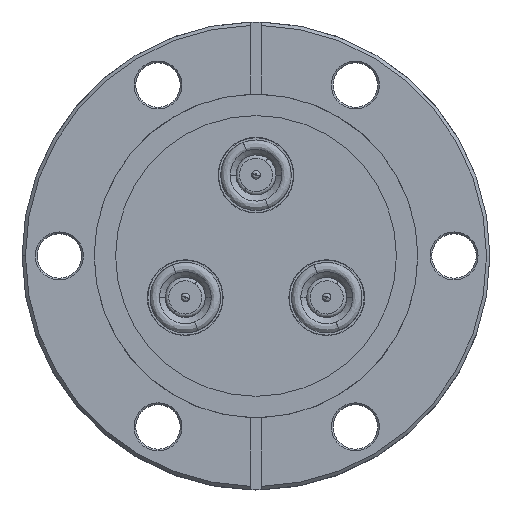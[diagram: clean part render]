
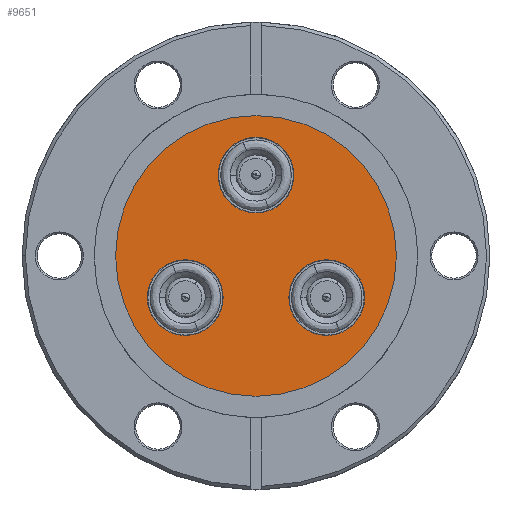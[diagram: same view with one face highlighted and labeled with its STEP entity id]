
A CAD part, top view. The second image highlights one B-rep face of the part: STEP entity #9651.
In plain terms, the highlighted planar face has unit normal (0, 0, 1).
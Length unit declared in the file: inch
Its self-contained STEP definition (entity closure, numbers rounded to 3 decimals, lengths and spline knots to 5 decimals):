
#306 = CARTESIAN_POINT ( 'NONE',  ( 0., 0., 0.454 ) ) ;
#307 = DIRECTION ( 'NONE',  ( 0., 0., 1. ) ) ;
#308 = DIRECTION ( 'NONE',  ( 1., 0., 0. ) ) ;
#1135 = CIRCLE ( 'NONE', #6839, 0.2225 ) ;
#1254 = FACE_BOUND ( 'NONE', #7084, .T. ) ;
#1256 = FACE_OUTER_BOUND ( 'NONE', #7081, .T. ) ;
#1259 = FACE_BOUND ( 'NONE', #7089, .T. ) ;
#1260 = FACE_BOUND ( 'NONE', #7085, .T. ) ;
#1567 = CARTESIAN_POINT ( 'NONE',  ( 0., 0.475, 0.454 ) ) ;
#1568 = DIRECTION ( 'NONE',  ( 0., 0., 1. ) ) ;
#1569 = DIRECTION ( 'NONE',  ( 0., -1., 0. ) ) ;
#1936 = CIRCLE ( 'NONE', #7949, 0.2225 ) ;
#1982 = CIRCLE ( 'NONE', #7933, 0.2225 ) ;
#1989 = CIRCLE ( 'NONE', #7926, 0.2225 ) ;
#1993 = CIRCLE ( 'NONE', #7925, 0.2225 ) ;
#2007 = CIRCLE ( 'NONE', #7921, 0.825 ) ;
#2155 = CIRCLE ( 'NONE', #9116, 0.2225 ) ;
#2674 = CARTESIAN_POINT ( 'NONE',  ( -0.41569, -0.0225, 0.454 ) ) ;
#3623 = CIRCLE ( 'NONE', #8253, 0.825 ) ;
#3991 = EDGE_CURVE ( 'NONE', #5962, #5965, #3623, .T. ) ;
#4106 = CARTESIAN_POINT ( 'NONE',  ( 0., 0.6975, 0.454 ) ) ;
#4107 = CARTESIAN_POINT ( 'NONE',  ( 0., 0.2525, 0.454 ) ) ;
#4820 = DIRECTION ( 'NONE',  ( 0., 0., 1. ) ) ;
#4825 = CARTESIAN_POINT ( 'NONE',  ( 0., 0., 0.454 ) ) ;
#4829 = PLANE ( 'NONE',  #6800 ) ;
#4831 = DIRECTION ( 'NONE',  ( 1., 0., 0. ) ) ;
#5489 = CARTESIAN_POINT ( 'NONE',  ( 0.41569, -0.245, 0.454 ) ) ;
#5490 = DIRECTION ( 'NONE',  ( 0., 0., 1. ) ) ;
#5491 = DIRECTION ( 'NONE',  ( 0., -1., 0. ) ) ;
#5644 = CARTESIAN_POINT ( 'NONE',  ( 0.41569, -0.0225, 0.454 ) ) ;
#5645 = CARTESIAN_POINT ( 'NONE',  ( 0.41569, -0.4675, 0.454 ) ) ;
#5697 = VERTEX_POINT ( 'NONE', #2674 ) ;
#5704 = VERTEX_POINT ( 'NONE', #8263 ) ;
#5962 = VERTEX_POINT ( 'NONE', #7482 ) ;
#5965 = VERTEX_POINT ( 'NONE', #7485 ) ;
#6094 = CARTESIAN_POINT ( 'NONE',  ( -0.41569, -0.245, 0.454 ) ) ;
#6095 = DIRECTION ( 'NONE',  ( 0., 0., 1. ) ) ;
#6096 = DIRECTION ( 'NONE',  ( 0., -1., 0. ) ) ;
#6255 = CARTESIAN_POINT ( 'NONE',  ( 0.41569, -0.245, 0.454 ) ) ;
#6256 = DIRECTION ( 'NONE',  ( 0., 0., 1. ) ) ;
#6257 = DIRECTION ( 'NONE',  ( 0., -1., 0. ) ) ;
#6281 = CARTESIAN_POINT ( 'NONE',  ( -0.41569, -0.245, 0.454 ) ) ;
#6282 = DIRECTION ( 'NONE',  ( 0., 0., 1. ) ) ;
#6283 = DIRECTION ( 'NONE',  ( 0., -1., 0. ) ) ;
#6285 = CARTESIAN_POINT ( 'NONE',  ( 0., 0.475, 0.454 ) ) ;
#6286 = DIRECTION ( 'NONE',  ( 0., 0., 1. ) ) ;
#6287 = DIRECTION ( 'NONE',  ( 0., -1., 0. ) ) ;
#6566 = DIRECTION ( 'NONE',  ( 1., 0., 0. ) ) ;
#6573 = DIRECTION ( 'NONE',  ( 0., 0., 1. ) ) ;
#6581 = CARTESIAN_POINT ( 'NONE',  ( 0., 0., 0.454 ) ) ;
#6800 = AXIS2_PLACEMENT_3D ( 'NONE', #4825, #4820, #4831 ) ;
#6839 = AXIS2_PLACEMENT_3D ( 'NONE', #5489, #5490, #5491 ) ;
#7081 = EDGE_LOOP ( 'NONE', ( #8719, #8721 ) ) ;
#7084 = EDGE_LOOP ( 'NONE', ( #8724, #8726 ) ) ;
#7085 = EDGE_LOOP ( 'NONE', ( #8722, #8723 ) ) ;
#7089 = EDGE_LOOP ( 'NONE', ( #8727, #8728 ) ) ;
#7482 = CARTESIAN_POINT ( 'NONE',  ( -0.825, 0., 0.454 ) ) ;
#7485 = CARTESIAN_POINT ( 'NONE',  ( 0.825, 0., 0.454 ) ) ;
#7746 = EDGE_CURVE ( 'NONE', #5697, #5704, #1936, .T. ) ;
#7788 = EDGE_CURVE ( 'NONE', #9278, #9277, #1982, .T. ) ;
#7797 = EDGE_CURVE ( 'NONE', #5704, #5697, #1989, .T. ) ;
#7798 = EDGE_CURVE ( 'NONE', #9386, #9385, #1993, .T. ) ;
#7813 = EDGE_CURVE ( 'NONE', #5965, #5962, #2007, .T. ) ;
#7921 = AXIS2_PLACEMENT_3D ( 'NONE', #306, #307, #308 ) ;
#7925 = AXIS2_PLACEMENT_3D ( 'NONE', #6285, #6286, #6287 ) ;
#7926 = AXIS2_PLACEMENT_3D ( 'NONE', #6281, #6282, #6283 ) ;
#7933 = AXIS2_PLACEMENT_3D ( 'NONE', #6255, #6256, #6257 ) ;
#7949 = AXIS2_PLACEMENT_3D ( 'NONE', #6094, #6095, #6096 ) ;
#8011 = EDGE_CURVE ( 'NONE', #9385, #9386, #2155, .T. ) ;
#8253 = AXIS2_PLACEMENT_3D ( 'NONE', #6581, #6573, #6566 ) ;
#8263 = CARTESIAN_POINT ( 'NONE',  ( -0.41569, -0.4675, 0.454 ) ) ;
#8719 = ORIENTED_EDGE ( 'NONE', *, *, #7813, .T. ) ;
#8721 = ORIENTED_EDGE ( 'NONE', *, *, #3991, .T. ) ;
#8722 = ORIENTED_EDGE ( 'NONE', *, *, #7797, .F. ) ;
#8723 = ORIENTED_EDGE ( 'NONE', *, *, #7746, .F. ) ;
#8724 = ORIENTED_EDGE ( 'NONE', *, *, #7798, .F. ) ;
#8726 = ORIENTED_EDGE ( 'NONE', *, *, #8011, .F. ) ;
#8727 = ORIENTED_EDGE ( 'NONE', *, *, #7788, .F. ) ;
#8728 = ORIENTED_EDGE ( 'NONE', *, *, #9047, .F. ) ;
#9047 = EDGE_CURVE ( 'NONE', #9277, #9278, #1135, .T. ) ;
#9116 = AXIS2_PLACEMENT_3D ( 'NONE', #1567, #1568, #1569 ) ;
#9277 = VERTEX_POINT ( 'NONE', #5644 ) ;
#9278 = VERTEX_POINT ( 'NONE', #5645 ) ;
#9385 = VERTEX_POINT ( 'NONE', #4106 ) ;
#9386 = VERTEX_POINT ( 'NONE', #4107 ) ;
#9651 = ADVANCED_FACE ( 'NONE', ( #1256, #1260, #1254, #1259 ), #4829, .T. ) ;
